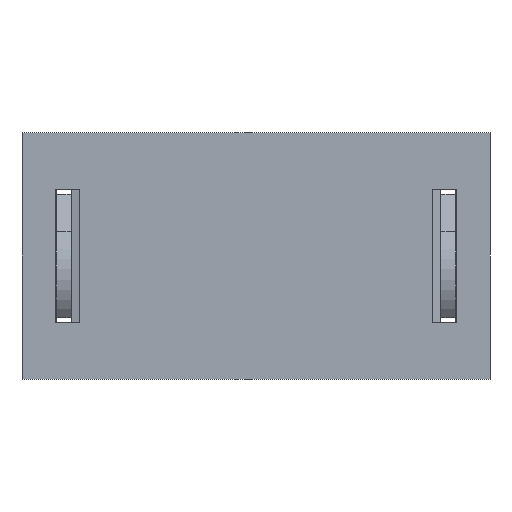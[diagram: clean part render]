
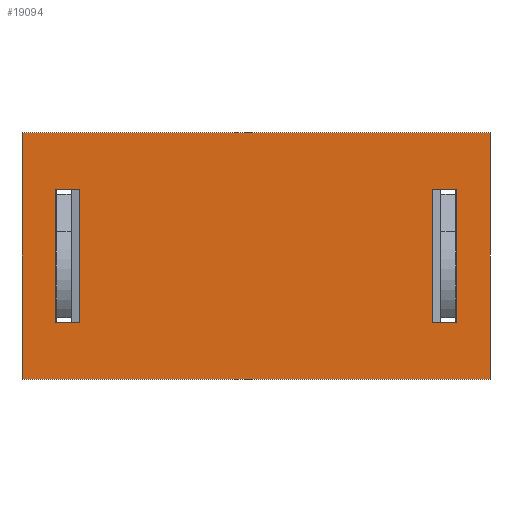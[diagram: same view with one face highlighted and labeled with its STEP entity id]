
A CAD part, front view. The second image highlights one B-rep face of the part: STEP entity #19094.
In plain terms, the highlighted face is planar.
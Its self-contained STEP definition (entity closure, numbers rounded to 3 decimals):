
#16323=DIRECTION('',(0.,-1.,0.));
#16324=VECTOR('',#16323,27.);
#16325=CARTESIAN_POINT('',(71.25,38.5,0.));
#16326=LINE('',#16325,#16324);
#16327=DIRECTION('',(-1.,0.,0.));
#16328=VECTOR('',#16327,5.);
#16329=CARTESIAN_POINT('',(76.25,38.5,0.));
#16330=LINE('',#16329,#16328);
#16331=DIRECTION('',(0.,1.,0.));
#16332=VECTOR('',#16331,27.);
#16333=CARTESIAN_POINT('',(76.25,11.5,0.));
#16334=LINE('',#16333,#16332);
#16335=DIRECTION('',(1.,0.,0.));
#16336=VECTOR('',#16335,5.);
#16337=CARTESIAN_POINT('',(71.25,11.5,0.));
#16338=LINE('',#16337,#16336);
#16339=DIRECTION('',(0.,-1.,0.));
#16340=VECTOR('',#16339,27.);
#16341=CARTESIAN_POINT('',(-5.25,38.5,0.));
#16342=LINE('',#16341,#16340);
#16343=DIRECTION('',(-1.,0.,0.));
#16344=VECTOR('',#16343,5.);
#16345=CARTESIAN_POINT('',(-0.25,38.5,0.));
#16346=LINE('',#16345,#16344);
#16347=DIRECTION('',(0.,1.,0.));
#16348=VECTOR('',#16347,27.);
#16349=CARTESIAN_POINT('',(-0.25,11.5,0.));
#16350=LINE('',#16349,#16348);
#16351=DIRECTION('',(1.,0.,0.));
#16352=VECTOR('',#16351,5.);
#16353=CARTESIAN_POINT('',(-5.25,11.5,0.));
#16354=LINE('',#16353,#16352);
#16355=DIRECTION('',(-1.,0.,0.));
#16356=VECTOR('',#16355,95.);
#16357=CARTESIAN_POINT('',(83.,50.,0.));
#16358=LINE('',#16357,#16356);
#16363=DIRECTION('',(0.,1.,0.));
#16364=VECTOR('',#16363,50.);
#16365=CARTESIAN_POINT('',(83.,0.,0.));
#16366=LINE('',#16365,#16364);
#16371=DIRECTION('',(1.,0.,0.));
#16372=VECTOR('',#16371,95.);
#16373=CARTESIAN_POINT('',(-12.,0.,0.));
#16374=LINE('',#16373,#16372);
#16379=DIRECTION('',(0.,-1.,0.));
#16380=VECTOR('',#16379,50.);
#16381=CARTESIAN_POINT('',(-12.,50.,0.));
#16382=LINE('',#16381,#16380);
#18375=CARTESIAN_POINT('',(76.25,38.5,0.));
#18376=CARTESIAN_POINT('',(71.25,38.5,0.));
#18377=VERTEX_POINT('',#18375);
#18378=VERTEX_POINT('',#18376);
#18379=CARTESIAN_POINT('',(76.25,11.5,0.));
#18380=VERTEX_POINT('',#18379);
#18381=CARTESIAN_POINT('',(71.25,11.5,0.));
#18382=VERTEX_POINT('',#18381);
#18383=CARTESIAN_POINT('',(-0.25,38.5,0.));
#18384=CARTESIAN_POINT('',(-5.25,38.5,0.));
#18385=VERTEX_POINT('',#18383);
#18386=VERTEX_POINT('',#18384);
#18387=CARTESIAN_POINT('',(-0.25,11.5,0.));
#18388=VERTEX_POINT('',#18387);
#18389=CARTESIAN_POINT('',(-5.25,11.5,0.));
#18390=VERTEX_POINT('',#18389);
#18391=CARTESIAN_POINT('',(-12.,50.,0.));
#18392=CARTESIAN_POINT('',(-12.,0.,0.));
#18393=VERTEX_POINT('',#18391);
#18394=VERTEX_POINT('',#18392);
#18395=CARTESIAN_POINT('',(83.,0.,0.));
#18396=VERTEX_POINT('',#18395);
#18397=CARTESIAN_POINT('',(83.,50.,0.));
#18398=VERTEX_POINT('',#18397);
#19059=CARTESIAN_POINT('',(0.,0.,0.));
#19060=DIRECTION('',(0.,0.,1.));
#19061=DIRECTION('',(1.,0.,0.));
#19062=AXIS2_PLACEMENT_3D('',#19059,#19060,#19061);
#19063=PLANE('',#19062);
#19065=ORIENTED_EDGE('',*,*,#19064,.T.);
#19067=ORIENTED_EDGE('',*,*,#19066,.T.);
#19069=ORIENTED_EDGE('',*,*,#19068,.T.);
#19071=ORIENTED_EDGE('',*,*,#19070,.T.);
#19072=EDGE_LOOP('',(#19065,#19067,#19069,#19071));
#19073=FACE_OUTER_BOUND('',#19072,.F.);
#19075=ORIENTED_EDGE('',*,*,#19074,.F.);
#19077=ORIENTED_EDGE('',*,*,#19076,.F.);
#19079=ORIENTED_EDGE('',*,*,#19078,.F.);
#19081=ORIENTED_EDGE('',*,*,#19080,.F.);
#19082=EDGE_LOOP('',(#19075,#19077,#19079,#19081));
#19083=FACE_BOUND('',#19082,.F.);
#19085=ORIENTED_EDGE('',*,*,#19084,.F.);
#19087=ORIENTED_EDGE('',*,*,#19086,.F.);
#19089=ORIENTED_EDGE('',*,*,#19088,.F.);
#19091=ORIENTED_EDGE('',*,*,#19090,.F.);
#19092=EDGE_LOOP('',(#19085,#19087,#19089,#19091));
#19093=FACE_BOUND('',#19092,.F.);
#19094=ADVANCED_FACE('',(#19073,#19083,#19093),#19063,.F.);
#19064=EDGE_CURVE('',#18398,#18393,#16358,.T.);
#19066=EDGE_CURVE('',#18393,#18394,#16382,.T.);
#19068=EDGE_CURVE('',#18394,#18396,#16374,.T.);
#19070=EDGE_CURVE('',#18396,#18398,#16366,.T.);
#19074=EDGE_CURVE('',#18378,#18382,#16326,.T.);
#19076=EDGE_CURVE('',#18377,#18378,#16330,.T.);
#19078=EDGE_CURVE('',#18380,#18377,#16334,.T.);
#19080=EDGE_CURVE('',#18382,#18380,#16338,.T.);
#19084=EDGE_CURVE('',#18386,#18390,#16342,.T.);
#19086=EDGE_CURVE('',#18385,#18386,#16346,.T.);
#19088=EDGE_CURVE('',#18388,#18385,#16350,.T.);
#19090=EDGE_CURVE('',#18390,#18388,#16354,.T.);
